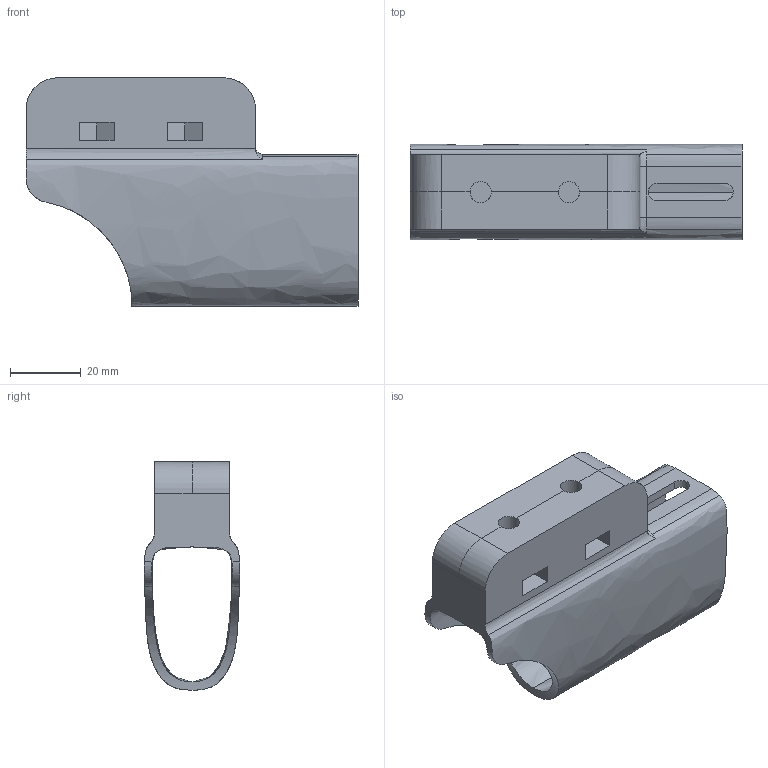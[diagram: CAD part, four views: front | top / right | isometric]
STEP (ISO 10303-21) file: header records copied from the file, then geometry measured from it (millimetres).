
FILE_DESCRIPTION(/* description */ (''),/* implementation_level */ '2;1');
FILE_NAME(/* name */ 'Bike - Slide.step',/* time_stamp */ '2025-05-14T09:33:36-04:00',/* author */ (''),/* organization */ (''),/* preprocessor_version */ 'ST-DEVELOPER v20.1',/* originating_system */ 'Autodesk Translation Framework v14.4.0.0',/* authorisation */ '');
FILE_SCHEMA (('AUTOMOTIVE_DESIGN { 1 0 10303 214 3 1 1 }'));
Length unit declared in the file: millimetre
Products named in the file (1): Base - Slide
Bounding box: 94 x 27.08 x 64.68 mm (x, y, z)
Volume: 48004.9 mm3; surface area: 23441.9 mm2
Topology: 1 solids, 1 shells, 52 faces, 148 edges, 98 vertices
Faces by surface type: plane 24, bspline 14, cylinder 14
Full cylindrical faces by diameter (mm): 6 x4
Entity records: 2851 total; most frequent: CARTESIAN_POINT 1603, ORIENTED_EDGE 296, DIRECTION 190, EDGE_CURVE 148, VERTEX_POINT 98, LINE 76, VECTOR 76, EDGE_LOOP 60
